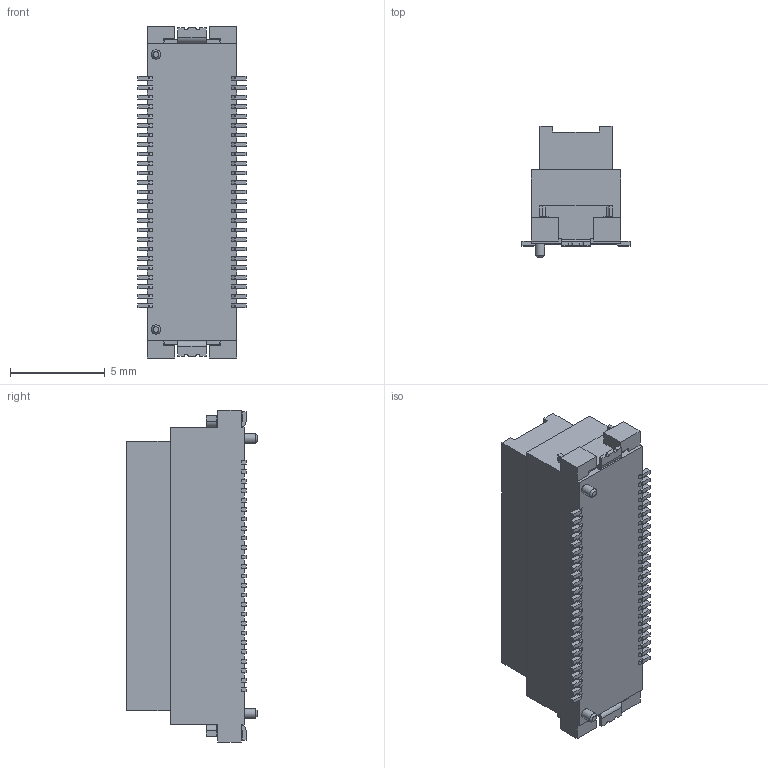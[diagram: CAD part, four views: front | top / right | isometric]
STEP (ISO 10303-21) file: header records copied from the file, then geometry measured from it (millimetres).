
FILE_DESCRIPTION(/* description */ (''),/* implementation_level */ '2;1');
FILE_NAME(/* name */ 'DF17-50Dp.step',/* time_stamp */ '2020-12-22T13:54:45+02:00',/* author */ (''),/* organization */ (''),/* preprocessor_version */ 'ST-DEVELOPER v18.1',/* originating_system */ 'Autodesk Translation Framework v9.3.0.1241',/* authorisation */ '');
FILE_SCHEMA (('AUTOMOTIVE_DESIGN { 1 0 10303 214 3 1 1 }'));
Length unit declared in the file: millimetre
Products named in the file (1): (Unsaved)
Bounding box: 5.7 x 6.9 x 17.5 mm (x, y, z)
Volume: 334.1 mm3; surface area: 540.5 mm2
Topology: 1 solids, 1 shells, 1028 faces, 3069 edges, 2046 vertices
Faces by surface type: plane 758, cylinder 268, cone 2
Full cylindrical faces by diameter (mm): 0.5 x2
Entity records: 34393 total; most frequent: CARTESIAN_POINT 6144, ORIENTED_EDGE 6138, DIRECTION 5667, EDGE_CURVE 3069, LINE 2529, VECTOR 2529, VERTEX_POINT 2046, AXIS2_PLACEMENT_3D 1569
